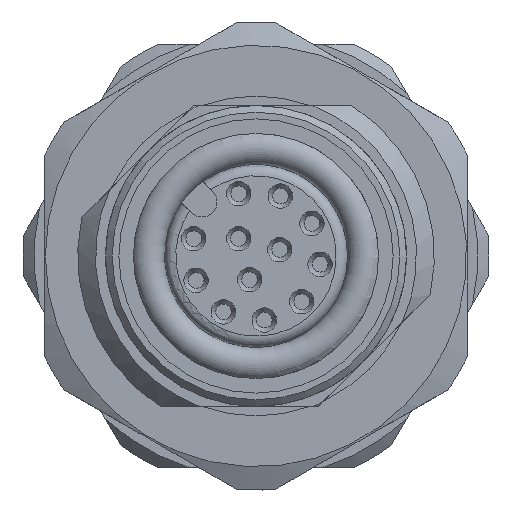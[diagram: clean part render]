
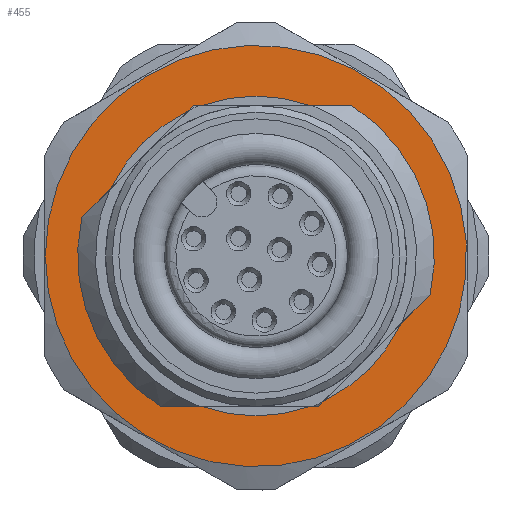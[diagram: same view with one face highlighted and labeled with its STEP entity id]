
A CAD part, front view. The second image highlights one B-rep face of the part: STEP entity #455.
In plain terms, the highlighted planar face has unit normal (0, -1, 0).
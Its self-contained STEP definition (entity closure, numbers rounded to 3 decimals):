
#162=FACE_BOUND('',#840,.T.);
#163=FACE_BOUND('',#841,.T.);
#362=PLANE('',#3098);
#455=ADVANCED_FACE('',(#162,#163),#362,.T.);
#840=EDGE_LOOP('',(#1513));
#841=EDGE_LOOP('',(#1514,#1515,#1516,#1517,#1518,#1519,#1520,#1521,#1522,
#1523,#1524,#1525,#1526,#1527));
#1144=LINE('',#4521,#1274);
#1146=LINE('',#4524,#1276);
#1152=LINE('',#4540,#1282);
#1153=LINE('',#4541,#1283);
#1159=LINE('',#4557,#1289);
#1161=LINE('',#4560,#1291);
#1166=LINE('',#4574,#1296);
#1167=LINE('',#4575,#1297);
#1274=VECTOR('',#3556,1.);
#1276=VECTOR('',#3558,1.);
#1282=VECTOR('',#3566,1.);
#1283=VECTOR('',#3567,1.);
#1289=VECTOR('',#3575,1.);
#1291=VECTOR('',#3577,1.);
#1296=VECTOR('',#3584,1.);
#1297=VECTOR('',#3585,1.);
#1513=ORIENTED_EDGE('',*,*,#2540,.F.);
#1514=ORIENTED_EDGE('',*,*,#2513,.F.);
#1515=ORIENTED_EDGE('',*,*,#2520,.F.);
#1516=ORIENTED_EDGE('',*,*,#2541,.F.);
#1517=ORIENTED_EDGE('',*,*,#2521,.F.);
#1518=ORIENTED_EDGE('',*,*,#2496,.F.);
#1519=ORIENTED_EDGE('',*,*,#2536,.T.);
#1520=ORIENTED_EDGE('',*,*,#2542,.F.);
#1521=ORIENTED_EDGE('',*,*,#2537,.T.);
#1522=ORIENTED_EDGE('',*,*,#2528,.T.);
#1523=ORIENTED_EDGE('',*,*,#2543,.F.);
#1524=ORIENTED_EDGE('',*,*,#2530,.T.);
#1525=ORIENTED_EDGE('',*,*,#2473,.F.);
#1526=ORIENTED_EDGE('',*,*,#2511,.F.);
#1527=ORIENTED_EDGE('',*,*,#2544,.F.);
#2178=VERTEX_POINT('',#4413);
#2180=VERTEX_POINT('',#4416);
#2195=VERTEX_POINT('',#4478);
#2196=VERTEX_POINT('',#4480);
#2205=VERTEX_POINT('',#4520);
#2206=VERTEX_POINT('',#4523);
#2207=VERTEX_POINT('',#4525);
#2211=VERTEX_POINT('',#4539);
#2212=VERTEX_POINT('',#4542);
#2216=VERTEX_POINT('',#4556);
#2217=VERTEX_POINT('',#4558);
#2218=VERTEX_POINT('',#4561);
#2221=VERTEX_POINT('',#4573);
#2222=VERTEX_POINT('',#4576);
#2224=VERTEX_POINT('',#4582);
#2473=EDGE_CURVE('',#2178,#2180,#2854,.T.);
#2496=EDGE_CURVE('',#2195,#2196,#2863,.T.);
#2511=EDGE_CURVE('',#2205,#2178,#1144,.T.);
#2513=EDGE_CURVE('',#2206,#2207,#1146,.T.);
#2520=EDGE_CURVE('',#2211,#2206,#1152,.T.);
#2521=EDGE_CURVE('',#2196,#2212,#1153,.T.);
#2528=EDGE_CURVE('',#2217,#2216,#1159,.T.);
#2530=EDGE_CURVE('',#2218,#2180,#1161,.T.);
#2536=EDGE_CURVE('',#2195,#2221,#1166,.T.);
#2537=EDGE_CURVE('',#2222,#2217,#1167,.T.);
#2540=EDGE_CURVE('',#2224,#2224,#2870,.T.);
#2541=EDGE_CURVE('',#2212,#2211,#2871,.T.);
#2542=EDGE_CURVE('',#2222,#2221,#2872,.T.);
#2543=EDGE_CURVE('',#2218,#2216,#2873,.T.);
#2544=EDGE_CURVE('',#2207,#2205,#2874,.T.);
#2854=CIRCLE('',#3058,8.);
#2863=CIRCLE('',#3074,8.);
#2870=CIRCLE('',#3093,9.45);
#2871=CIRCLE('',#3094,7.172);
#2872=CIRCLE('',#3095,7.172);
#2873=CIRCLE('',#3096,7.172);
#2874=CIRCLE('',#3097,7.172);
#3058=AXIS2_PLACEMENT_3D('',#4415,#3481,#3482);
#3074=AXIS2_PLACEMENT_3D('',#4479,#3521,#3522);
#3093=AXIS2_PLACEMENT_3D('',#4581,#3590,#3591);
#3094=AXIS2_PLACEMENT_3D('',#4583,#3592,#3593);
#3095=AXIS2_PLACEMENT_3D('',#4584,#3594,#3595);
#3096=AXIS2_PLACEMENT_3D('',#4585,#3596,#3597);
#3097=AXIS2_PLACEMENT_3D('',#4586,#3598,#3599);
#3098=AXIS2_PLACEMENT_3D('',#4587,#3600,#3601);
#3481=DIRECTION('',(0.,-1.,0.));
#3482=DIRECTION('',(0.,0.,1.));
#3521=DIRECTION('',(0.,-1.,0.));
#3522=DIRECTION('',(0.,0.,1.));
#3556=DIRECTION('',(-0.707,0.,-0.707));
#3558=DIRECTION('',(-0.707,0.,-0.707));
#3566=DIRECTION('',(-1.,0.,0.));
#3567=DIRECTION('',(-1.,0.,0.));
#3575=DIRECTION('',(-1.,0.,0.));
#3577=DIRECTION('',(-1.,0.,0.));
#3584=DIRECTION('',(-0.707,0.,-0.707));
#3585=DIRECTION('',(-0.707,0.,-0.707));
#3590=DIRECTION('',(0.,1.,0.));
#3591=DIRECTION('',(-1.,0.,0.));
#3592=DIRECTION('',(0.,-1.,0.));
#3593=DIRECTION('',(1.,0.,0.));
#3594=DIRECTION('',(0.,-1.,0.));
#3595=DIRECTION('',(1.,0.,0.));
#3596=DIRECTION('',(0.,-1.,0.));
#3597=DIRECTION('',(1.,0.,0.));
#3598=DIRECTION('',(0.,-1.,0.));
#3599=DIRECTION('',(1.,0.,0.));
#3600=DIRECTION('',(0.,-1.,0.));
#3601=DIRECTION('',(-1.,0.,0.));
#4413=CARTESIAN_POINT('',(0.641,1.05,1.737));
#4415=CARTESIAN_POINT('',(8.45,1.05,0.));
#4416=CARTESIAN_POINT('',(4.156,1.05,-6.75));
#4478=CARTESIAN_POINT('',(16.259,1.05,-1.737));
#4479=CARTESIAN_POINT('',(8.45,1.05,0.));
#4480=CARTESIAN_POINT('',(12.744,1.05,6.75));
#4520=CARTESIAN_POINT('',(1.963,1.05,3.059));
#4521=CARTESIAN_POINT('',(-0.385,1.05,0.711));
#4523=CARTESIAN_POINT('',(5.654,1.05,6.75));
#4524=CARTESIAN_POINT('',(-0.385,1.05,0.711));
#4525=CARTESIAN_POINT('',(5.391,1.05,6.487));
#4539=CARTESIAN_POINT('',(6.026,1.05,6.75));
#4540=CARTESIAN_POINT('',(5.654,1.05,6.75));
#4541=CARTESIAN_POINT('',(5.654,1.05,6.75));
#4542=CARTESIAN_POINT('',(10.874,1.05,6.75));
#4556=CARTESIAN_POINT('',(10.874,1.05,-6.75));
#4557=CARTESIAN_POINT('',(2.706,1.05,-6.75));
#4558=CARTESIAN_POINT('',(11.246,1.05,-6.75));
#4560=CARTESIAN_POINT('',(2.706,1.05,-6.75));
#4561=CARTESIAN_POINT('',(6.026,1.05,-6.75));
#4573=CARTESIAN_POINT('',(14.937,1.05,-3.059));
#4574=CARTESIAN_POINT('',(11.246,1.05,-6.75));
#4575=CARTESIAN_POINT('',(11.246,1.05,-6.75));
#4576=CARTESIAN_POINT('',(11.509,1.05,-6.487));
#4581=CARTESIAN_POINT('',(8.45,1.05,0.));
#4582=CARTESIAN_POINT('',(-1.,1.05,0.));
#4583=CARTESIAN_POINT('',(8.45,1.05,0.));
#4584=CARTESIAN_POINT('',(8.45,1.05,0.));
#4585=CARTESIAN_POINT('',(8.45,1.05,0.));
#4586=CARTESIAN_POINT('',(8.45,1.05,0.));
#4587=CARTESIAN_POINT('',(8.45,1.05,0.));
